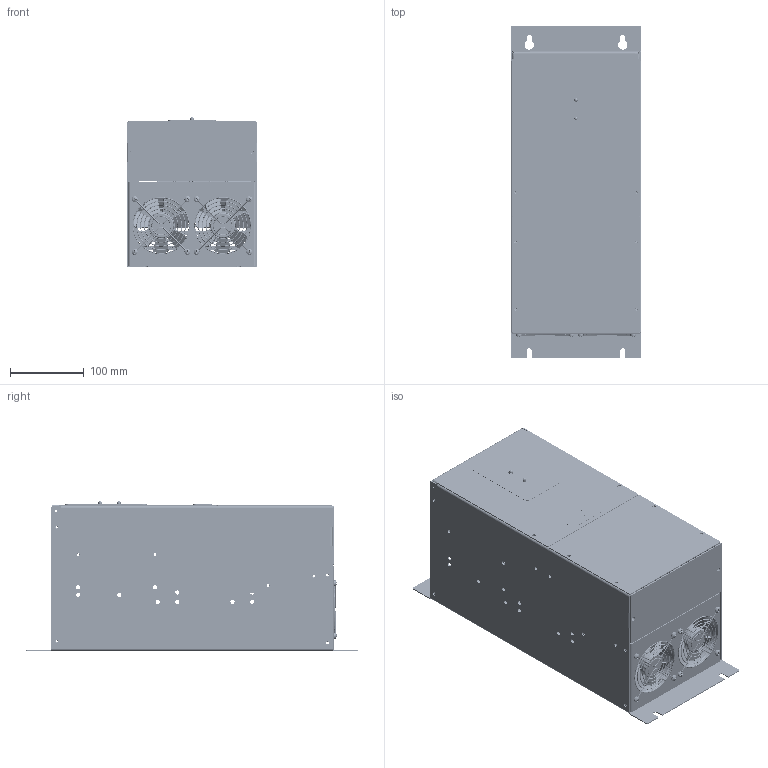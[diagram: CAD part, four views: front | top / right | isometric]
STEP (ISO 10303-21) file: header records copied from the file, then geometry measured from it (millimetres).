
FILE_DESCRIPTION (( 'STEP AP214' ), '1' );
FILE_NAME ('M3575-H600.STEP', '2024-03-26T14:58:47', ( '' ), ( '' ), 'SwSTEP 2.0', 'SolidWorks 2023', '' );
FILE_SCHEMA (( 'AUTOMOTIVE_DESIGN' ));
Length unit declared in the file: inch
Products named in the file (39): MTW 3575-B7T-BDBR; MTW 3575-B7T-UC; self-clinching nut_pmi_PEM CLS-832-2 ---S; LBL 3575-LED2; TS 16280-2; pan cross head_ai_CR-PHMS 0.138-32x0.25x0.25-S; MTW 3575-B7T-LC; flat head screw_ai_CR-FHMS 0.164-32x0.375x0.375-S; machine screw nut hex_ai_MSHXNUT 0.164-32-S-S; pan cross head_ai_CR-PHMS 0.164-32x1.25x1-S; SUB 3575-B7T-FAN; LBL DANGER; TS RW-EWK1; FN 3.1-24DC-50; MTW 3575-B7T-TSB6; MTW 3575-B7T-FC-B; MTW 3575-B7T; M3575-H600; TS RW-SAK2.5; ASB 3575C10; MTW 3575-B7T-FC-A; TS RW-TS32_1.25; FN 3.1-GRILL; lock washer spring regular_ai_Regular LW 0.138; lock washer spring regular_ai_Regular LW 0.164; HEX STANDOFF_#6-32x0.5; LD CM-5100H1; SUB 3575-B7T-BOARD; TS RW-EK10; self-clinching nut_pmi_PEM CLS-632-2 ---S; SUB 3575-B7T-600A TERM; LD CM-5100H5; MTW 3575-B7T-LCF; pan cross head_ai_CR-PHMS 0.164-32x0.625x0.625-S
Assembly tree (120 placements, depth 4):
  M3575-H600
    MTW 3575-B7T
      MTW 3575-B7T
      self-clinching nut_pmi_PEM CLS-632-2 ---S  x6
      self-clinching nut_pmi_PEM CLS-832-2 ---S  x2
    SUB 3575-B7T-BOARD
      MTW 3575-B7T-BDBR
        MTW 3575-B7T-BDBR
        self-clinching nut_pmi_PEM CLS-832-2 ---S  x4
      HEX STANDOFF_#6-32x0.5  x4
      ASB 3575C10
      lock washer spring regular_ai_Regular LW 0.138  x8
      pan cross head_ai_CR-PHMS 0.138-32x0.25x0.25-S  x8
    SUB 3575-B7T-600A TERM
      MTW 3575-B7T-TSB6
        MTW 3575-B7T-TSB6
        self-clinching nut_pmi_PEM CLS-832-2 ---S  x4
      TS 16280-2  x2
      TS RW-TS32_1.25
      flat head screw_ai_CR-FHMS 0.164-32x0.375x0.375-S  x2
      machine screw nut hex_ai_MSHXNUT 0.164-32-S-S  x10
      TS RW-EK10
      TS RW-SAK2.5  x2
      TS RW-EWK1
      lock washer spring regular_ai_Regular LW 0.164  x8
      pan cross head_ai_CR-PHMS 0.164-32x0.625x0.625-S  x8
    SUB 3575-B7T-FAN
      MTW 3575-B7T-LCF
        MTW 3575-B7T-LCF
        self-clinching nut_pmi_PEM CLS-832-2 ---S  x4
      FN 3.1-24DC-50  x2
      FN 3.1-GRILL  x2
      machine screw nut hex_ai_MSHXNUT 0.164-32-S-S  x8
      pan cross head_ai_CR-PHMS 0.164-32x1.25x1-S  x8
    MTW 3575-B7T-FC-A
    LBL 3575-LED2
    LD CM-5100H1
    LD CM-5100H5
    LBL DANGER
    MTW 3575-B7T-UC
      MTW 3575-B7T-UC
      self-clinching nut_pmi_PEM CLS-632-2 ---S  x4
    MTW 3575-B7T-FC-B
    MTW 3575-B7T-LC
Bounding box: 177.8 x 450.85 x 203.48 mm (x, y, z)
Volume: 1028612.6 mm3; surface area: 1088941.5 mm2
Topology: 124 solids, 135 shells, 13020 faces, 35337 edges, 22526 vertices
Faces by surface type: plane 5000, cylinder 3305, cone 3170, bspline 1117, torus 340, sphere 88
Entity records: 198101 total; most frequent: CARTESIAN_POINT 65843, ORIENTED_EDGE 28294, DIRECTION 23723, EDGE_CURVE 15152, VERTEX_POINT 10062, LINE 8809, VECTOR 8809, AXIS2_PLACEMENT_3D 7457
